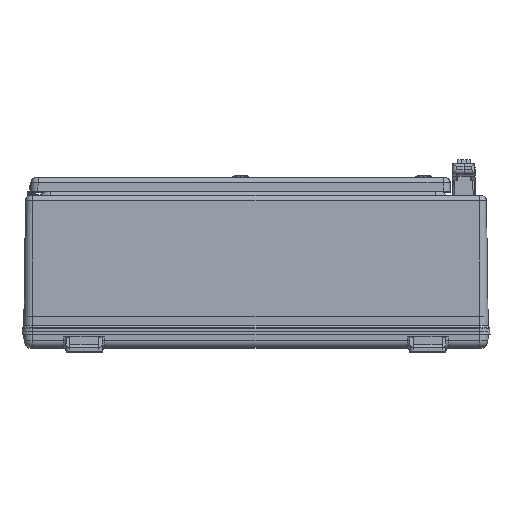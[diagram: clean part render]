
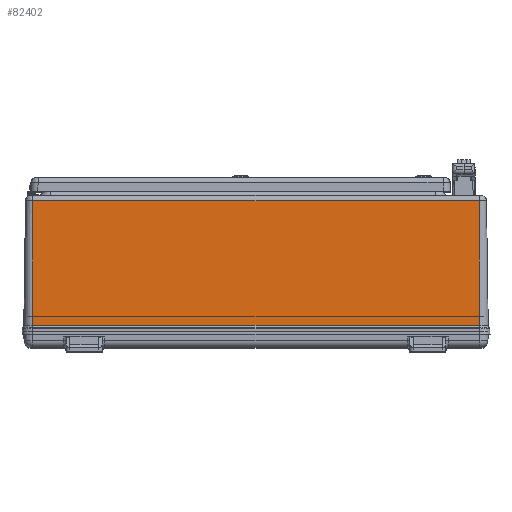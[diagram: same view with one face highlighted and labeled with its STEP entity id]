
A CAD part, top view. The second image highlights one B-rep face of the part: STEP entity #82402.
In plain terms, the highlighted planar face has unit normal (0, 0.014, 1).
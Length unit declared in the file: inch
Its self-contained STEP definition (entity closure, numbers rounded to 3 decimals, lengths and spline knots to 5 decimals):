
#794 = CARTESIAN_POINT ( 'NONE',  ( 16.57129, -10.2627, 18.43933 ) ) ;
#981 = EDGE_CURVE ( 'NONE', #42430, #44011, #1723, .T. ) ;
#1723 = LINE ( 'NONE', #94196, #5143 ) ;
#3722 = ORIENTED_EDGE ( 'NONE', *, *, #49393, .F. ) ;
#5143 = VECTOR ( 'NONE', #85652, 39.37008 ) ;
#6767 = ORIENTED_EDGE ( 'NONE', *, *, #82986, .T. ) ;
#6793 = CARTESIAN_POINT ( 'NONE',  ( -14.42871, -1.61697, 18.3177 ) ) ;
#11190 = DIRECTION ( 'NONE',  ( 0., 1., -0.014 ) ) ;
#13376 = LINE ( 'NONE', #77267, #46376 ) ;
#17015 = CARTESIAN_POINT ( 'NONE',  ( -14.42871, -1.24725, 18.3125 ) ) ;
#18259 = CARTESIAN_POINT ( 'NONE',  ( -14.42871, -1.24725, 18.3125 ) ) ;
#20441 = DIRECTION ( 'NONE',  ( -1., 0., 0. ) ) ;
#21070 = CARTESIAN_POINT ( 'NONE',  ( -14.42871, -1.61697, 18.3177 ) ) ;
#30317 = VERTEX_POINT ( 'NONE', #6793 ) ;
#33885 = VECTOR ( 'NONE', #11190, 39.37008 ) ;
#34449 = VERTEX_POINT ( 'NONE', #82536 ) ;
#36066 = CARTESIAN_POINT ( 'NONE',  ( 16.57129, -1.61697, 18.3177 ) ) ;
#42430 = VERTEX_POINT ( 'NONE', #794 ) ;
#44011 = VERTEX_POINT ( 'NONE', #36066 ) ;
#46376 = VECTOR ( 'NONE', #78221, 39.37008 ) ;
#46827 = PLANE ( 'NONE',  #55022 ) ;
#49230 = EDGE_LOOP ( 'NONE', ( #72564, #3722, #6767, #60825 ) ) ;
#49393 = EDGE_CURVE ( 'NONE', #34449, #30317, #63417, .T. ) ;
#51705 = LINE ( 'NONE', #21070, #74492 ) ;
#55022 = AXIS2_PLACEMENT_3D ( 'NONE', #17015, #75500, #76134 ) ;
#60825 = ORIENTED_EDGE ( 'NONE', *, *, #981, .T. ) ;
#63417 = LINE ( 'NONE', #18259, #33885 ) ;
#72564 = ORIENTED_EDGE ( 'NONE', *, *, #75897, .T. ) ;
#74492 = VECTOR ( 'NONE', #20441, 39.37008 ) ;
#75500 = DIRECTION ( 'NONE',  ( 0., 0.014, 1. ) ) ;
#75897 = EDGE_CURVE ( 'NONE', #44011, #30317, #51705, .T. ) ;
#76134 = DIRECTION ( 'NONE',  ( 0., -1., 0.014 ) ) ;
#77267 = CARTESIAN_POINT ( 'NONE',  ( -14.42871, -10.2627, 18.43933 ) ) ;
#78221 = DIRECTION ( 'NONE',  ( 1., 0., 0. ) ) ;
#82402 = ADVANCED_FACE ( 'NONE', ( #92085 ), #46827, .T. ) ;
#82536 = CARTESIAN_POINT ( 'NONE',  ( -14.42871, -10.2627, 18.43933 ) ) ;
#82986 = EDGE_CURVE ( 'NONE', #34449, #42430, #13376, .T. ) ;
#85652 = DIRECTION ( 'NONE',  ( 0., 1., -0.014 ) ) ;
#92085 = FACE_OUTER_BOUND ( 'NONE', #49230, .T. ) ;
#94196 = CARTESIAN_POINT ( 'NONE',  ( 16.57129, -1.24725, 18.3125 ) ) ;
